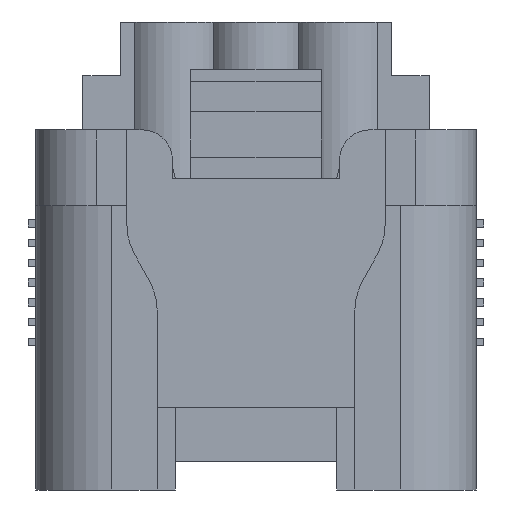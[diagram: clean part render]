
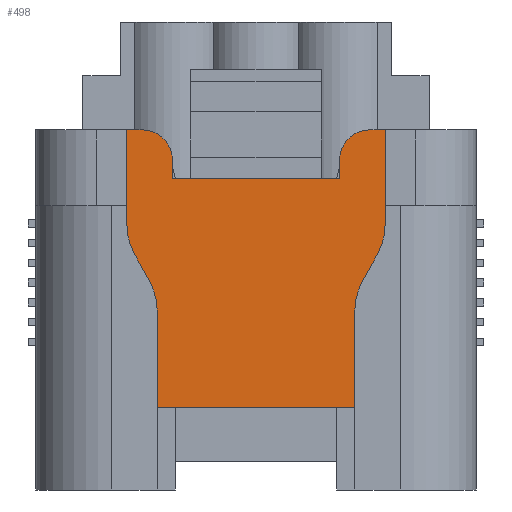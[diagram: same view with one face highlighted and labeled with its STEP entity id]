
A CAD part, left-side view. The second image highlights one B-rep face of the part: STEP entity #498.
In plain terms, the highlighted planar face has unit normal (-1, 0, 0).
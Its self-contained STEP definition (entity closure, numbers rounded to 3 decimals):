
#133=PLANE('',#8386);
#498=ADVANCED_FACE('',(#972),#133,.T.);
#972=FACE_OUTER_BOUND('',#1394,.T.);
#1394=EDGE_LOOP('',(#2249,#2250,#2251,#2252,#2253,#2254,#2255,#2256,#2257,
#2258,#2259,#2260,#2261,#2262,#2263,#2264,#2265,#2266));
#1788=CIRCLE('',#8380,4.);
#1789=CIRCLE('',#8381,4.);
#1790=CIRCLE('',#8382,4.);
#1791=CIRCLE('',#8383,4.);
#1792=CIRCLE('',#8384,2.);
#1793=CIRCLE('',#8385,2.);
#2249=ORIENTED_EDGE('',*,*,#5258,.T.);
#2250=ORIENTED_EDGE('',*,*,#5259,.T.);
#2251=ORIENTED_EDGE('',*,*,#5260,.F.);
#2252=ORIENTED_EDGE('',*,*,#5261,.T.);
#2253=ORIENTED_EDGE('',*,*,#5262,.F.);
#2254=ORIENTED_EDGE('',*,*,#5263,.T.);
#2255=ORIENTED_EDGE('',*,*,#5264,.F.);
#2256=ORIENTED_EDGE('',*,*,#5265,.T.);
#2257=ORIENTED_EDGE('',*,*,#5266,.F.);
#2258=ORIENTED_EDGE('',*,*,#5267,.T.);
#2259=ORIENTED_EDGE('',*,*,#5268,.T.);
#2260=ORIENTED_EDGE('',*,*,#5238,.T.);
#2261=ORIENTED_EDGE('',*,*,#5269,.T.);
#2262=ORIENTED_EDGE('',*,*,#5270,.T.);
#2263=ORIENTED_EDGE('',*,*,#5271,.T.);
#2264=ORIENTED_EDGE('',*,*,#5272,.T.);
#2265=ORIENTED_EDGE('',*,*,#5273,.T.);
#2266=ORIENTED_EDGE('',*,*,#5228,.T.);
#4399=VERTEX_POINT('',#11399);
#4409=VERTEX_POINT('',#11418);
#4410=VERTEX_POINT('',#11422);
#4418=VERTEX_POINT('',#11438);
#4435=VERTEX_POINT('',#11479);
#4436=VERTEX_POINT('',#11481);
#4437=VERTEX_POINT('',#11483);
#4438=VERTEX_POINT('',#11485);
#4439=VERTEX_POINT('',#11487);
#4440=VERTEX_POINT('',#11489);
#4441=VERTEX_POINT('',#11491);
#4442=VERTEX_POINT('',#11493);
#4443=VERTEX_POINT('',#11495);
#4444=VERTEX_POINT('',#11497);
#4445=VERTEX_POINT('',#11500);
#4446=VERTEX_POINT('',#11502);
#4447=VERTEX_POINT('',#11504);
#4448=VERTEX_POINT('',#11506);
#5228=EDGE_CURVE('',#4399,#4409,#6388,.T.);
#5238=EDGE_CURVE('',#4410,#4418,#6396,.T.);
#5258=EDGE_CURVE('',#4409,#4435,#6412,.T.);
#5259=EDGE_CURVE('',#4435,#4436,#1788,.T.);
#5260=EDGE_CURVE('',#4437,#4436,#6413,.T.);
#5261=EDGE_CURVE('',#4437,#4438,#1789,.T.);
#5262=EDGE_CURVE('',#4439,#4438,#6414,.T.);
#5263=EDGE_CURVE('',#4439,#4440,#6415,.T.);
#5264=EDGE_CURVE('',#4441,#4440,#6416,.T.);
#5265=EDGE_CURVE('',#4441,#4442,#1790,.T.);
#5266=EDGE_CURVE('',#4443,#4442,#6417,.T.);
#5267=EDGE_CURVE('',#4443,#4444,#1791,.T.);
#5268=EDGE_CURVE('',#4444,#4410,#6418,.T.);
#5269=EDGE_CURVE('',#4418,#4445,#1792,.T.);
#5270=EDGE_CURVE('',#4445,#4446,#6419,.T.);
#5271=EDGE_CURVE('',#4446,#4447,#6420,.T.);
#5272=EDGE_CURVE('',#4447,#4448,#6421,.T.);
#5273=EDGE_CURVE('',#4448,#4399,#1793,.T.);
#6388=LINE('',#11419,#7446);
#6396=LINE('',#11439,#7454);
#6412=LINE('',#11478,#7470);
#6413=LINE('',#11482,#7471);
#6414=LINE('',#11486,#7472);
#6415=LINE('',#11488,#7473);
#6416=LINE('',#11490,#7474);
#6417=LINE('',#11494,#7475);
#6418=LINE('',#11498,#7476);
#6419=LINE('',#11501,#7477);
#6420=LINE('',#11503,#7478);
#6421=LINE('',#11505,#7479);
#7446=VECTOR('',#9189,1.);
#7454=VECTOR('',#9203,1.);
#7470=VECTOR('',#9233,1.);
#7471=VECTOR('',#9236,1.);
#7472=VECTOR('',#9239,1.);
#7473=VECTOR('',#9240,1.);
#7474=VECTOR('',#9241,1.);
#7475=VECTOR('',#9244,1.);
#7476=VECTOR('',#9247,1.);
#7477=VECTOR('',#9250,1.);
#7478=VECTOR('',#9251,1.);
#7479=VECTOR('',#9252,1.);
#8380=AXIS2_PLACEMENT_3D('',#11480,#9234,#9235);
#8381=AXIS2_PLACEMENT_3D('',#11484,#9237,#9238);
#8382=AXIS2_PLACEMENT_3D('',#11492,#9242,#9243);
#8383=AXIS2_PLACEMENT_3D('',#11496,#9245,#9246);
#8384=AXIS2_PLACEMENT_3D('',#11499,#9248,#9249);
#8385=AXIS2_PLACEMENT_3D('',#11507,#9253,#9254);
#8386=AXIS2_PLACEMENT_3D('',#11508,#9255,#9256);
#9189=DIRECTION('',(0.,1.,0.));
#9203=DIRECTION('',(0.,1.,0.));
#9233=DIRECTION('',(0.,0.,-1.));
#9234=DIRECTION('',(-1.,0.,0.));
#9235=DIRECTION('',(0.,1.,0.));
#9236=DIRECTION('',(0.,0.482,0.876));
#9237=DIRECTION('',(1.,0.,0.));
#9238=DIRECTION('',(0.,-0.876,0.482));
#9239=DIRECTION('',(0.,0.,1.));
#9240=DIRECTION('',(0.,-1.,0.));
#9241=DIRECTION('',(0.,0.,-1.));
#9242=DIRECTION('',(1.,0.,0.));
#9243=DIRECTION('',(0.,1.,0.));
#9244=DIRECTION('',(0.,0.482,-0.876));
#9245=DIRECTION('',(-1.,0.,0.));
#9246=DIRECTION('',(0.,-0.876,-0.482));
#9247=DIRECTION('',(0.,0.,1.));
#9248=DIRECTION('',(-1.,0.,0.));
#9249=DIRECTION('',(0.,0.,1.));
#9250=DIRECTION('',(0.,0.,-1.));
#9251=DIRECTION('',(0.,1.,0.));
#9252=DIRECTION('',(0.,0.,1.));
#9253=DIRECTION('',(-1.,0.,0.));
#9254=DIRECTION('',(0.,-1.,0.));
#9255=DIRECTION('',(-1.,0.,0.));
#9256=DIRECTION('',(0.,0.,1.));
#11399=CARTESIAN_POINT('',(-15.7,7.5,21.8));
#11418=CARTESIAN_POINT('',(-15.7,8.5,21.8));
#11419=CARTESIAN_POINT('',(-15.7,7.5,21.8));
#11422=CARTESIAN_POINT('',(-15.7,-8.5,21.8));
#11438=CARTESIAN_POINT('',(-15.7,-7.5,21.8));
#11439=CARTESIAN_POINT('',(-15.7,-8.5,21.8));
#11478=CARTESIAN_POINT('',(-15.7,8.5,21.8));
#11479=CARTESIAN_POINT('',(-15.7,8.5,15.571));
#11480=CARTESIAN_POINT('',(-15.7,4.5,15.571));
#11481=CARTESIAN_POINT('',(-15.7,8.005,13.643));
#11482=CARTESIAN_POINT('',(-15.7,6.995,11.807));
#11483=CARTESIAN_POINT('',(-15.7,6.995,11.807));
#11484=CARTESIAN_POINT('',(-15.7,10.5,9.879));
#11485=CARTESIAN_POINT('',(-15.7,6.5,9.879));
#11486=CARTESIAN_POINT('',(-15.7,6.5,3.543));
#11487=CARTESIAN_POINT('',(-15.7,6.5,3.543));
#11488=CARTESIAN_POINT('',(-15.7,6.5,3.543));
#11489=CARTESIAN_POINT('',(-15.7,-6.5,3.543));
#11490=CARTESIAN_POINT('',(-15.7,-6.5,9.879));
#11491=CARTESIAN_POINT('',(-15.7,-6.5,9.879));
#11492=CARTESIAN_POINT('',(-15.7,-10.5,9.879));
#11493=CARTESIAN_POINT('',(-15.7,-6.995,11.807));
#11494=CARTESIAN_POINT('',(-15.7,-8.005,13.643));
#11495=CARTESIAN_POINT('',(-15.7,-8.005,13.643));
#11496=CARTESIAN_POINT('',(-15.7,-4.5,15.571));
#11497=CARTESIAN_POINT('',(-15.7,-8.5,15.571));
#11498=CARTESIAN_POINT('',(-15.7,-8.5,15.571));
#11499=CARTESIAN_POINT('',(-15.7,-7.5,19.8));
#11500=CARTESIAN_POINT('',(-15.7,-5.5,19.8));
#11501=CARTESIAN_POINT('',(-15.7,-5.5,19.8));
#11502=CARTESIAN_POINT('',(-15.7,-5.5,18.6));
#11503=CARTESIAN_POINT('',(-15.7,-5.,18.6));
#11504=CARTESIAN_POINT('',(-15.7,5.5,18.6));
#11505=CARTESIAN_POINT('',(-15.7,5.5,19.1));
#11506=CARTESIAN_POINT('',(-15.7,5.5,19.8));
#11507=CARTESIAN_POINT('',(-15.7,7.5,19.8));
#11508=CARTESIAN_POINT('',(-15.7,0.,17.8));
